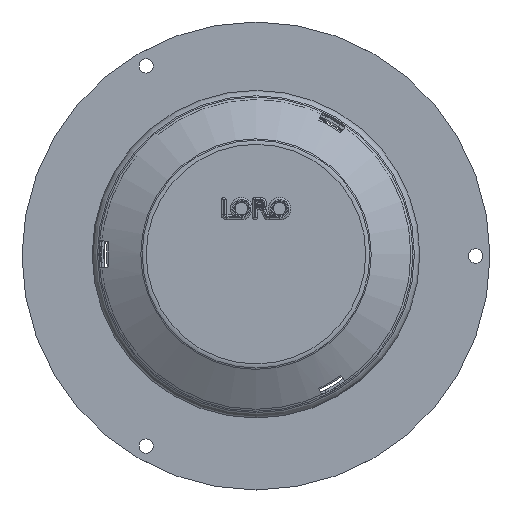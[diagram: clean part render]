
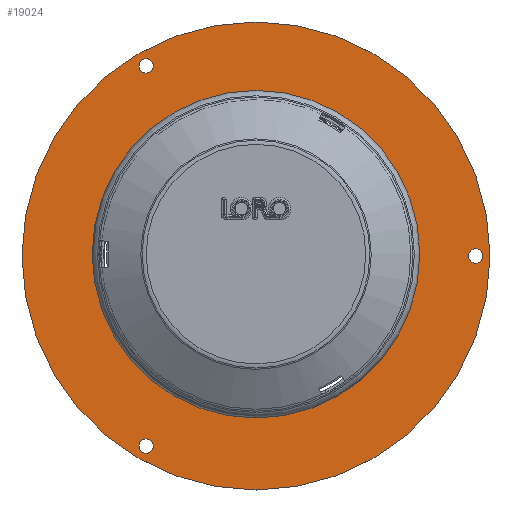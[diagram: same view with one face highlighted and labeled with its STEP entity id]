
A CAD part, top view. The second image highlights one B-rep face of the part: STEP entity #19024.
In plain terms, the highlighted planar face has unit normal (0, 0, 1).
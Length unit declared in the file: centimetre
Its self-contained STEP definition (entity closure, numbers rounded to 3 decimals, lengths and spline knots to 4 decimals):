
#97=FACE_BOUND('',#2216,.T.);
#98=FACE_BOUND('',#2217,.T.);
#99=FACE_BOUND('',#2218,.T.);
#100=FACE_BOUND('',#2219,.T.);
#436=PLANE('',#19988);
#1261=FACE_OUTER_BOUND('',#2215,.T.);
#2215=EDGE_LOOP('',(#13102));
#2216=EDGE_LOOP('',(#13103));
#2217=EDGE_LOOP('',(#13104));
#2218=EDGE_LOOP('',(#13105));
#2219=EDGE_LOOP('',(#13106));
#7052=CIRCLE('',#19974,4.);
#7054=CIRCLE('',#19977,84.5);
#7056=CIRCLE('',#19980,4.);
#7058=CIRCLE('',#19983,4.);
#7060=CIRCLE('',#19986,130.);
#8206=VERTEX_POINT('',#28055);
#8208=VERTEX_POINT('',#28061);
#8210=VERTEX_POINT('',#28067);
#8212=VERTEX_POINT('',#28073);
#8214=VERTEX_POINT('',#28079);
#10142=EDGE_CURVE('',#8206,#8206,#7052,.T.);
#10145=EDGE_CURVE('',#8208,#8208,#7054,.T.);
#10148=EDGE_CURVE('',#8210,#8210,#7056,.T.);
#10151=EDGE_CURVE('',#8212,#8212,#7058,.T.);
#10154=EDGE_CURVE('',#8214,#8214,#7060,.T.);
#13102=ORIENTED_EDGE('',*,*,#10154,.T.);
#13103=ORIENTED_EDGE('',*,*,#10151,.T.);
#13104=ORIENTED_EDGE('',*,*,#10148,.T.);
#13105=ORIENTED_EDGE('',*,*,#10145,.T.);
#13106=ORIENTED_EDGE('',*,*,#10142,.T.);
#19024=ADVANCED_FACE('',(#1261,#97,#98,#99,#100),#436,.T.);
#19974=AXIS2_PLACEMENT_3D('',#28057,#22079,#22080);
#19977=AXIS2_PLACEMENT_3D('',#28063,#22086,#22087);
#19980=AXIS2_PLACEMENT_3D('',#28069,#22093,#22094);
#19983=AXIS2_PLACEMENT_3D('',#28075,#22100,#22101);
#19986=AXIS2_PLACEMENT_3D('',#28081,#22107,#22108);
#19988=AXIS2_PLACEMENT_3D('',#28083,#22111,#22112);
#22079=DIRECTION('center_axis',(0.,0.,-1.));
#22080=DIRECTION('ref_axis',(0.,-1.,0.));
#22086=DIRECTION('center_axis',(0.,0.,-1.));
#22087=DIRECTION('ref_axis',(0.,1.,0.));
#22093=DIRECTION('center_axis',(0.,0.,-1.));
#22094=DIRECTION('ref_axis',(0.,1.,0.));
#22100=DIRECTION('center_axis',(0.,0.,-1.));
#22101=DIRECTION('ref_axis',(0.,1.,0.));
#22107=DIRECTION('center_axis',(0.,0.,1.));
#22108=DIRECTION('ref_axis',(0.,1.,0.));
#22111=DIRECTION('center_axis',(0.,0.,1.));
#22112=DIRECTION('ref_axis',(1.,0.,0.));
#28055=CARTESIAN_POINT('',(-61.,-101.6551,1.5));
#28057=CARTESIAN_POINT('Origin',(-61.,-105.6551,1.5));
#28061=CARTESIAN_POINT('',(0.,-84.5,1.5));
#28063=CARTESIAN_POINT('Origin',(0.,0.,1.5));
#28067=CARTESIAN_POINT('',(122.,-4.,1.5));
#28069=CARTESIAN_POINT('Origin',(122.,0.,1.5));
#28073=CARTESIAN_POINT('',(-61.,101.6551,1.5));
#28075=CARTESIAN_POINT('Origin',(-61.,105.6551,1.5));
#28079=CARTESIAN_POINT('',(0.,-130.,1.5));
#28081=CARTESIAN_POINT('Origin',(0.,0.,1.5));
#28083=CARTESIAN_POINT('Origin',(0.,0.,1.5));
